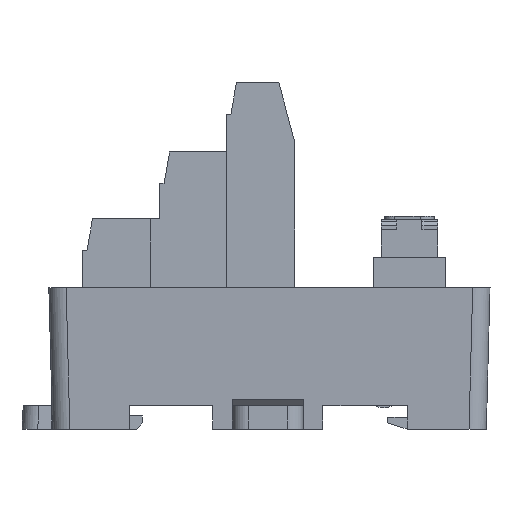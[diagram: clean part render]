
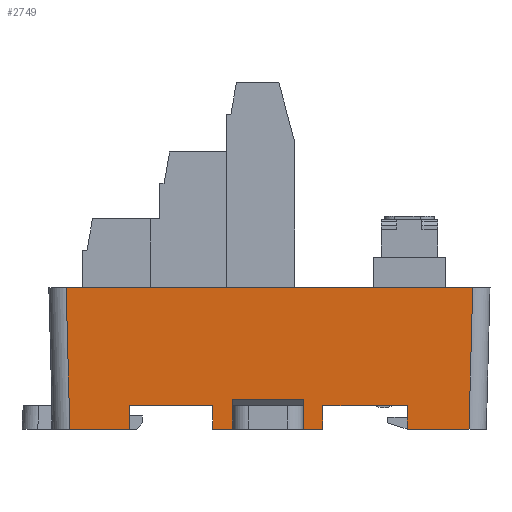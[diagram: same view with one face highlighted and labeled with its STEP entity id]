
A CAD part, left-side view. The second image highlights one B-rep face of the part: STEP entity #2749.
In plain terms, the highlighted planar face has unit normal (-1, 0, -0.026).
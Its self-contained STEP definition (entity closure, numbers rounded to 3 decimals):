
#1254=FACE_OUTER_BOUND('',#6807,.T.);
#2749=ADVANCED_FACE('',(#1254),#4379,.T.);
#4379=PLANE('',#29301);
#6807=EDGE_LOOP('',(#9034,#9035,#9036,#9037,#9038,#9039,#9040,#9041,#9042,
#9043,#9044,#9045,#9046,#9047,#9048,#9049));
#9034=ORIENTED_EDGE('',*,*,#19117,.T.);
#9035=ORIENTED_EDGE('',*,*,#19134,.T.);
#9036=ORIENTED_EDGE('',*,*,#19135,.F.);
#9037=ORIENTED_EDGE('',*,*,#19136,.T.);
#9038=ORIENTED_EDGE('',*,*,#19137,.T.);
#9039=ORIENTED_EDGE('',*,*,#19138,.F.);
#9040=ORIENTED_EDGE('',*,*,#18983,.F.);
#9041=ORIENTED_EDGE('',*,*,#19139,.F.);
#9042=ORIENTED_EDGE('',*,*,#19140,.T.);
#9043=ORIENTED_EDGE('',*,*,#19081,.F.);
#9044=ORIENTED_EDGE('',*,*,#19141,.T.);
#9045=ORIENTED_EDGE('',*,*,#19077,.F.);
#9046=ORIENTED_EDGE('',*,*,#19142,.T.);
#9047=ORIENTED_EDGE('',*,*,#19143,.T.);
#9048=ORIENTED_EDGE('',*,*,#18973,.F.);
#9049=ORIENTED_EDGE('',*,*,#19058,.T.);
#16466=VERTEX_POINT('',#39244);
#16467=VERTEX_POINT('',#39246);
#16476=VERTEX_POINT('',#39264);
#16477=VERTEX_POINT('',#39266);
#16549=VERTEX_POINT('',#39419);
#16566=VERTEX_POINT('',#39455);
#16567=VERTEX_POINT('',#39457);
#16569=VERTEX_POINT('',#39463);
#16570=VERTEX_POINT('',#39465);
#16598=VERTEX_POINT('',#39534);
#16612=VERTEX_POINT('',#39568);
#16613=VERTEX_POINT('',#39570);
#16614=VERTEX_POINT('',#39572);
#16615=VERTEX_POINT('',#39574);
#16616=VERTEX_POINT('',#39577);
#16617=VERTEX_POINT('',#39581);
#18973=EDGE_CURVE('',#16466,#16467,#22755,.T.);
#18983=EDGE_CURVE('',#16476,#16477,#22763,.T.);
#19058=EDGE_CURVE('',#16466,#16549,#22836,.T.);
#19077=EDGE_CURVE('',#16566,#16567,#22855,.T.);
#19081=EDGE_CURVE('',#16569,#16570,#22859,.T.);
#19117=EDGE_CURVE('',#16549,#16598,#22890,.T.);
#19134=EDGE_CURVE('',#16598,#16612,#22906,.T.);
#19135=EDGE_CURVE('',#16613,#16612,#22907,.T.);
#19136=EDGE_CURVE('',#16613,#16614,#22908,.T.);
#19137=EDGE_CURVE('',#16614,#16615,#22909,.T.);
#19138=EDGE_CURVE('',#16477,#16615,#22910,.T.);
#19139=EDGE_CURVE('',#16616,#16476,#22911,.T.);
#19140=EDGE_CURVE('',#16616,#16570,#22912,.T.);
#19141=EDGE_CURVE('',#16569,#16567,#22913,.T.);
#19142=EDGE_CURVE('',#16566,#16617,#22914,.T.);
#19143=EDGE_CURVE('',#16617,#16467,#22915,.T.);
#22755=LINE('',#39245,#26069);
#22763=LINE('',#39265,#26077);
#22836=LINE('',#39418,#26150);
#22855=LINE('',#39456,#26169);
#22859=LINE('',#39464,#26173);
#22890=LINE('',#39535,#26204);
#22906=LINE('',#39567,#26220);
#22907=LINE('',#39569,#26221);
#22908=LINE('',#39571,#26222);
#22909=LINE('',#39573,#26223);
#22910=LINE('',#39575,#26224);
#22911=LINE('',#39576,#26225);
#22912=LINE('',#39578,#26226);
#22913=LINE('',#39579,#26227);
#22914=LINE('',#39580,#26228);
#22915=LINE('',#39582,#26229);
#26069=VECTOR('',#31527,1.);
#26077=VECTOR('',#31539,1.);
#26150=VECTOR('',#31628,1.);
#26169=VECTOR('',#31649,1.);
#26173=VECTOR('',#31655,1.);
#26204=VECTOR('',#31708,1.);
#26220=VECTOR('',#31730,1.);
#26221=VECTOR('',#31731,1.);
#26222=VECTOR('',#31732,1.);
#26223=VECTOR('',#31733,1.);
#26224=VECTOR('',#31734,1.);
#26225=VECTOR('',#31735,1.);
#26226=VECTOR('',#31736,1.);
#26227=VECTOR('',#31737,1.);
#26228=VECTOR('',#31738,1.);
#26229=VECTOR('',#31739,1.);
#29301=AXIS2_PLACEMENT_3D('',#39583,#31740,#31741);
#31527=DIRECTION('',(0.,1.,0.));
#31539=DIRECTION('',(0.,1.,0.));
#31628=DIRECTION('',(0.026,0.,-1.));
#31649=DIRECTION('',(-0.026,0.,1.));
#31655=DIRECTION('',(0.026,0.,-1.));
#31708=DIRECTION('',(0.,-1.,0.));
#31730=DIRECTION('',(-0.026,-0.026,0.999));
#31731=DIRECTION('',(0.,-1.,0.));
#31732=DIRECTION('',(0.026,-0.026,-0.999));
#31733=DIRECTION('',(0.,-1.,0.));
#31734=DIRECTION('',(0.026,0.,-1.));
#31735=DIRECTION('',(-0.026,0.,1.));
#31736=DIRECTION('',(0.,-1.,0.));
#31737=DIRECTION('',(0.,-1.,0.));
#31738=DIRECTION('',(0.,-1.,0.));
#31739=DIRECTION('',(-0.026,0.,1.));
#31740=DIRECTION('',(-1.,0.,-0.026));
#31741=DIRECTION('',(-0.026,0.,1.));
#39244=CARTESIAN_POINT('',(617.697,341.695,177.));
#39245=CARTESIAN_POINT('',(617.697,359.445,177.));
#39246=CARTESIAN_POINT('',(617.697,352.445,177.));
#39264=CARTESIAN_POINT('',(617.697,366.445,177.));
#39265=CARTESIAN_POINT('',(617.697,359.445,177.));
#39266=CARTESIAN_POINT('',(617.697,377.095,177.));
#39418=CARTESIAN_POINT('',(617.304,341.695,191.997));
#39419=CARTESIAN_POINT('',(617.776,341.695,174.));
#39455=CARTESIAN_POINT('',(617.776,354.895,174.));
#39456=CARTESIAN_POINT('',(617.304,354.895,191.997));
#39457=CARTESIAN_POINT('',(617.678,354.895,177.726));
#39463=CARTESIAN_POINT('',(617.678,363.995,177.726));
#39464=CARTESIAN_POINT('',(617.304,363.995,191.997));
#39465=CARTESIAN_POINT('',(617.776,363.995,174.));
#39534=CARTESIAN_POINT('',(617.776,333.866,174.));
#39535=CARTESIAN_POINT('',(617.776,358.945,174.));
#39567=CARTESIAN_POINT('',(617.322,333.412,191.34));
#39568=CARTESIAN_POINT('',(617.304,333.395,192.));
#39569=CARTESIAN_POINT('',(617.304,358.945,192.));
#39570=CARTESIAN_POINT('',(617.304,385.096,192.));
#39571=CARTESIAN_POINT('',(617.322,385.079,191.34));
#39572=CARTESIAN_POINT('',(617.776,384.625,174.));
#39573=CARTESIAN_POINT('',(617.776,359.445,174.));
#39574=CARTESIAN_POINT('',(617.776,377.095,174.));
#39575=CARTESIAN_POINT('',(617.71,377.095,176.51));
#39576=CARTESIAN_POINT('',(617.788,366.445,173.539));
#39577=CARTESIAN_POINT('',(617.776,366.445,174.));
#39578=CARTESIAN_POINT('',(617.776,359.445,174.));
#39579=CARTESIAN_POINT('',(617.678,150.,177.726));
#39580=CARTESIAN_POINT('',(617.776,359.445,174.));
#39581=CARTESIAN_POINT('',(617.776,352.445,174.));
#39582=CARTESIAN_POINT('',(617.304,352.445,191.997));
#39583=CARTESIAN_POINT('',(617.304,358.945,191.997));
